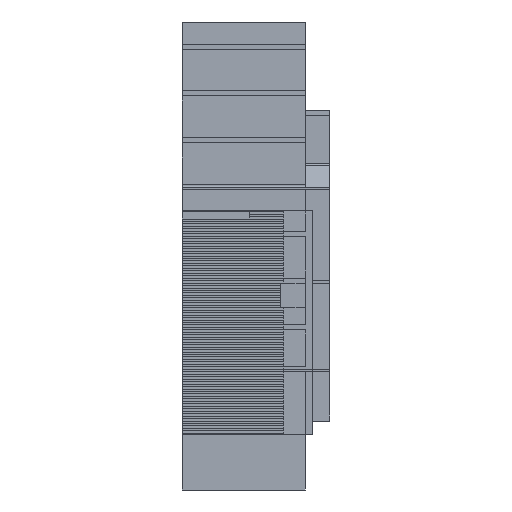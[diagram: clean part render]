
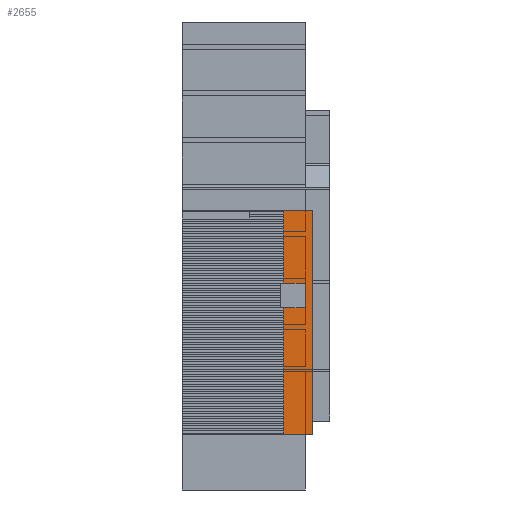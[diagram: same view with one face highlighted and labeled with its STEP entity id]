
A CAD part, left-side view. The second image highlights one B-rep face of the part: STEP entity #2655.
In plain terms, the highlighted planar face has unit normal (-1, 0, 0).
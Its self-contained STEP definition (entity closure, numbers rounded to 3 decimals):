
#2655=ADVANCED_FACE('',(#5079),#5080,.T.);
#5079=FACE_OUTER_BOUND('',#8180,.T.);
#5080=PLANE('',#8181);
#8180=EDGE_LOOP('',(#11948,#11949,#11950,#11951));
#8181=AXIS2_PLACEMENT_3D('',#11952,#11953,#11954);
#11948=ORIENTED_EDGE('',*,*,#17010,.T.);
#11949=ORIENTED_EDGE('',*,*,#16379,.F.);
#11950=ORIENTED_EDGE('',*,*,#17098,.F.);
#11951=ORIENTED_EDGE('',*,*,#17099,.T.);
#11952=CARTESIAN_POINT('',(1822.24,-10.0,-257.741));
#11953=DIRECTION('',(-1.0,0.0,0.));
#11954=DIRECTION('',(0.0,-1.0,0.0));
#16379=EDGE_CURVE('',#19122,#19117,#19124,.T.);
#17010=EDGE_CURVE('',#20094,#19117,#20095,.T.);
#17098=EDGE_CURVE('',#20233,#19122,#20234,.T.);
#17099=EDGE_CURVE('',#20233,#20094,#20235,.T.);
#19117=VERTEX_POINT('',#22893);
#19122=VERTEX_POINT('',#22900);
#19124=LINE('',#22903,#22904);
#20094=VERTEX_POINT('',#24328);
#20095=LINE('',#24329,#24330);
#20233=VERTEX_POINT('',#24531);
#20234=LINE('',#24532,#24533);
#20235=LINE('',#24534,#24535);
#22893=CARTESIAN_POINT('',(1822.24,-10.0,197.5));
#22900=CARTESIAN_POINT('',(1822.24,255.0,197.5));
#22903=CARTESIAN_POINT('',(1822.24,255.0,197.5));
#22904=VECTOR('',#27000,1.0);
#24328=CARTESIAN_POINT('',(1822.24,-10.0,-257.741));
#24329=CARTESIAN_POINT('',(1822.24,-10.0,-257.741));
#24330=VECTOR('',#27455,1.0);
#24531=CARTESIAN_POINT('',(1822.24,255.0,-257.741));
#24532=CARTESIAN_POINT('',(1822.24,255.0,-257.741));
#24533=VECTOR('',#27519,1.0);
#24534=CARTESIAN_POINT('',(1822.24,255.0,-257.741));
#24535=VECTOR('',#27520,1.0);
#27000=DIRECTION('',(0.0,-1.0,0.0));
#27455=DIRECTION('',(0.,0.0,1.0));
#27519=DIRECTION('',(0.,0.0,1.0));
#27520=DIRECTION('',(0.0,-1.0,0.0));
